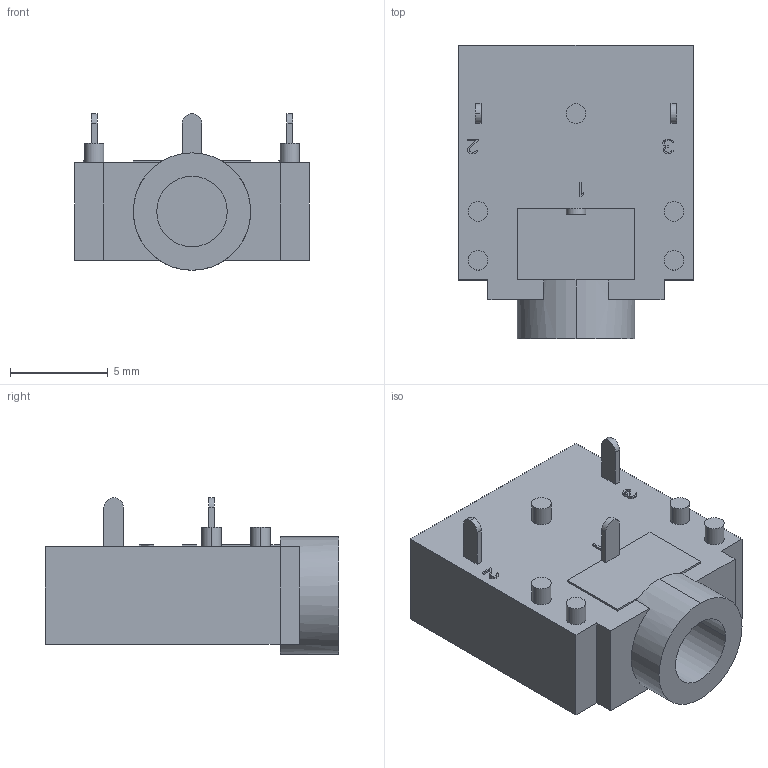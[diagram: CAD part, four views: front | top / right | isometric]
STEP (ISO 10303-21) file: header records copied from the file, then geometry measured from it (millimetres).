
FILE_DESCRIPTION(('FreeCAD Model'),'2;1');
FILE_NAME('Open CASCADE Shape Model','2024-02-17T17:07:41',('Author'),( ''),'Open CASCADE STEP processor 7.6','FreeCAD','Unknown');
FILE_SCHEMA(('AUTOMOTIVE_DESIGN { 1 0 10303 214 1 1 1 1 }'));
Length unit declared in the file: millimetre
Products named in the file (1): 35RAPC2BHN003
Bounding box: 12 x 15 x 8 mm (x, y, z)
Volume: 771 mm3; surface area: 702.6 mm2
Topology: 1 solids, 1 shells, 150 faces, 409 edges, 272 vertices
Faces by surface type: plane 132, cylinder 18
Entity records: 4856 total; most frequent: CARTESIAN_POINT 832, ORIENTED_EDGE 818, DIRECTION 753, EDGE_CURVE 409, LINE 367, VECTOR 367, VERTEX_POINT 272, AXIS2_PLACEMENT_3D 193
